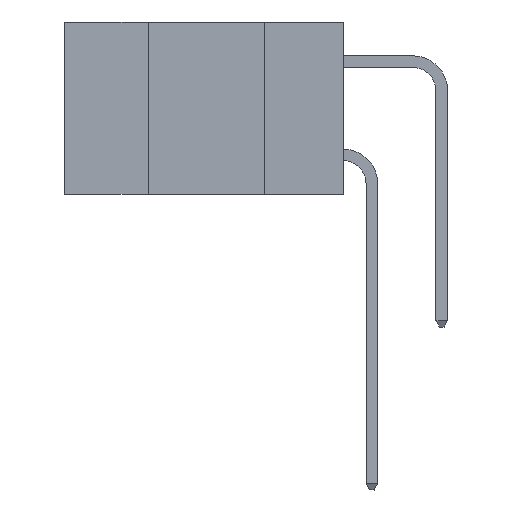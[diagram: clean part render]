
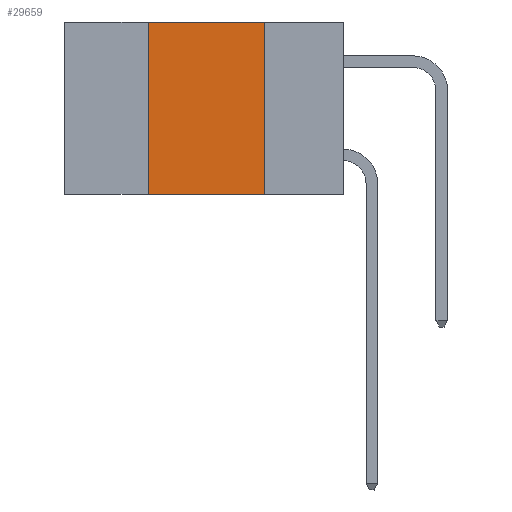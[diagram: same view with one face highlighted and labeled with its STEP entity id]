
A CAD part, left-side view. The second image highlights one B-rep face of the part: STEP entity #29659.
In plain terms, the highlighted planar face has unit normal (-1, 0, 0).
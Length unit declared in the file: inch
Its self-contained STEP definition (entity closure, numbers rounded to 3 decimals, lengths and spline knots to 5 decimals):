
#1343 = CARTESIAN_POINT ( 'NONE',  ( 0., 0.42, 0. ) ) ;
#1889 = AXIS2_PLACEMENT_3D ( 'NONE', #28839, #14512, #18401 ) ;
#2352 = DIRECTION ( 'NONE',  ( 0., -1., 0. ) ) ;
#2434 = DIRECTION ( 'NONE',  ( 0., -1., 0. ) ) ;
#2699 = VERTEX_POINT ( 'NONE', #10109 ) ;
#2948 = VERTEX_POINT ( 'NONE', #1343 ) ;
#4912 = LINE ( 'NONE', #9660, #23369 ) ;
#7209 = DIRECTION ( 'NONE',  ( 0., 0., -1. ) ) ;
#7220 = PLANE ( 'NONE',  #1889 ) ;
#7295 = EDGE_CURVE ( 'NONE', #2948, #2699, #17872, .T. ) ;
#9660 = CARTESIAN_POINT ( 'NONE',  ( 0., 0.17, 0. ) ) ;
#9946 = VERTEX_POINT ( 'NONE', #10561 ) ;
#10109 = CARTESIAN_POINT ( 'NONE',  ( 0., 0.17, 0. ) ) ;
#10433 = EDGE_CURVE ( 'NONE', #12824, #2948, #12253, .T. ) ;
#10561 = CARTESIAN_POINT ( 'NONE',  ( 0., 0.17, -0.37 ) ) ;
#12253 = LINE ( 'NONE', #17035, #25767 ) ;
#12824 = VERTEX_POINT ( 'NONE', #19787 ) ;
#13710 = CARTESIAN_POINT ( 'NONE',  ( 0., 0.6, -0.37 ) ) ;
#14512 = DIRECTION ( 'NONE',  ( 1., 0., 0. ) ) ;
#17035 = CARTESIAN_POINT ( 'NONE',  ( 0., 0.42, 0. ) ) ;
#17143 = DIRECTION ( 'NONE',  ( 0., 0., 1. ) ) ;
#17754 = ORIENTED_EDGE ( 'NONE', *, *, #30875, .T. ) ;
#17872 = LINE ( 'NONE', #19262, #19359 ) ;
#18401 = DIRECTION ( 'NONE',  ( 0., 0., -1. ) ) ;
#19262 = CARTESIAN_POINT ( 'NONE',  ( 0., 0.6, 0. ) ) ;
#19359 = VECTOR ( 'NONE', #2352, 39.37008 ) ;
#19787 = CARTESIAN_POINT ( 'NONE',  ( 0., 0.42, -0.37 ) ) ;
#22817 = EDGE_CURVE ( 'NONE', #2699, #9946, #4912, .T. ) ;
#23369 = VECTOR ( 'NONE', #7209, 39.37008 ) ;
#25001 = FACE_OUTER_BOUND ( 'NONE', #26037, .T. ) ;
#25767 = VECTOR ( 'NONE', #17143, 39.37008 ) ;
#26024 = ORIENTED_EDGE ( 'NONE', *, *, #10433, .F. ) ;
#26037 = EDGE_LOOP ( 'NONE', ( #29542, #26739, #26024, #17754 ) ) ;
#26739 = ORIENTED_EDGE ( 'NONE', *, *, #7295, .F. ) ;
#27892 = LINE ( 'NONE', #13710, #28628 ) ;
#28628 = VECTOR ( 'NONE', #2434, 39.37008 ) ;
#28839 = CARTESIAN_POINT ( 'NONE',  ( 0., 0.6, 0. ) ) ;
#29542 = ORIENTED_EDGE ( 'NONE', *, *, #22817, .F. ) ;
#29659 = ADVANCED_FACE ( 'NONE', ( #25001 ), #7220, .F. ) ;
#30875 = EDGE_CURVE ( 'NONE', #12824, #9946, #27892, .T. ) ;
